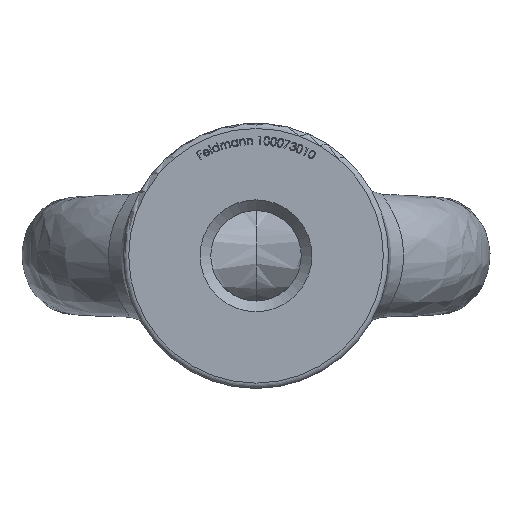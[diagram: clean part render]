
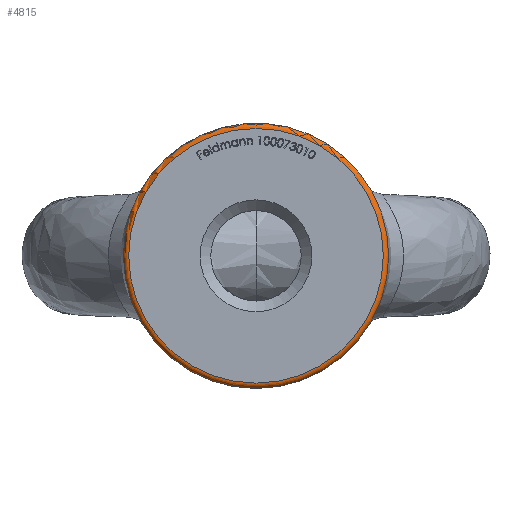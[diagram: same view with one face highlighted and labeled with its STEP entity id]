
A CAD part, front view. The second image highlights one B-rep face of the part: STEP entity #4815.
In plain terms, the highlighted toroidal (fillet/blend) face has major radius 11.954 mm and minor radius 0.5 mm.
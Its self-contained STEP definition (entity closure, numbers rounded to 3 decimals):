
#921 = CARTESIAN_POINT ( 'NONE',  ( 0., 0.5, 0. ) ) ;
#1637 = DIRECTION ( 'NONE',  ( -1., 0., 0. ) ) ;
#2260 = EDGE_LOOP ( 'NONE', ( #5474 ) ) ;
#3122 = ORIENTED_EDGE ( 'NONE', *, *, #4308, .F. ) ;
#3865 = CIRCLE ( 'NONE', #14224, 12.452 ) ;
#4308 = EDGE_CURVE ( 'NONE', #7418, #7418, #9823, .T. ) ;
#4815 = ADVANCED_FACE ( 'NONE', ( #9649, #11892 ), #12404, .T. ) ;
#5474 = ORIENTED_EDGE ( 'NONE', *, *, #6630, .F. ) ;
#6567 = VERTEX_POINT ( 'NONE', #10018 ) ;
#6630 = EDGE_CURVE ( 'NONE', #6567, #6567, #3865, .T. ) ;
#7418 = VERTEX_POINT ( 'NONE', #12280 ) ;
#8679 = DIRECTION ( 'NONE',  ( 0., -1., 0. ) ) ;
#9437 = DIRECTION ( 'NONE',  ( 0., -1., 0. ) ) ;
#9649 = FACE_OUTER_BOUND ( 'NONE', #2260, .T. ) ;
#9823 = CIRCLE ( 'NONE', #13292, 11.954 ) ;
#10018 = CARTESIAN_POINT ( 'NONE',  ( -12.452, 0.544, 0. ) ) ;
#10293 = AXIS2_PLACEMENT_3D ( 'NONE', #921, #8679, #10924 ) ;
#10429 = CARTESIAN_POINT ( 'NONE',  ( 0., 0.544, 0. ) ) ;
#10655 = CARTESIAN_POINT ( 'NONE',  ( 0., 0., 0. ) ) ;
#10924 = DIRECTION ( 'NONE',  ( 1., 0., 0. ) ) ;
#11692 = DIRECTION ( 'NONE',  ( 0., 1., 0. ) ) ;
#11892 = FACE_OUTER_BOUND ( 'NONE', #13958, .T. ) ;
#12280 = CARTESIAN_POINT ( 'NONE',  ( 11.954, 0., 0. ) ) ;
#12404 = TOROIDAL_SURFACE ( 'NONE', #10293, 11.954, 0.5 ) ;
#13292 = AXIS2_PLACEMENT_3D ( 'NONE', #10655, #9437, #13870 ) ;
#13870 = DIRECTION ( 'NONE',  ( 1., 0., 0. ) ) ;
#13958 = EDGE_LOOP ( 'NONE', ( #3122 ) ) ;
#14224 = AXIS2_PLACEMENT_3D ( 'NONE', #10429, #11692, #1637 ) ;
